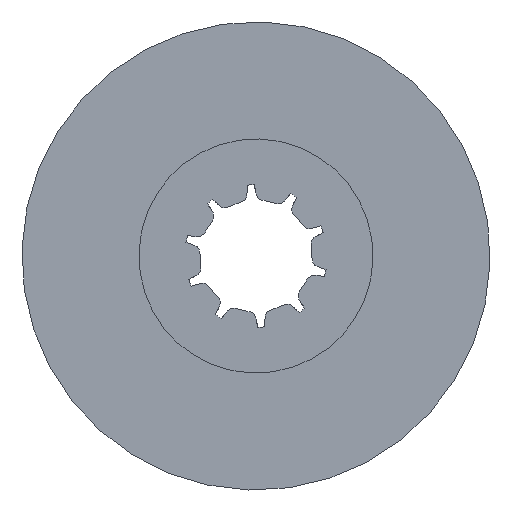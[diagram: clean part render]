
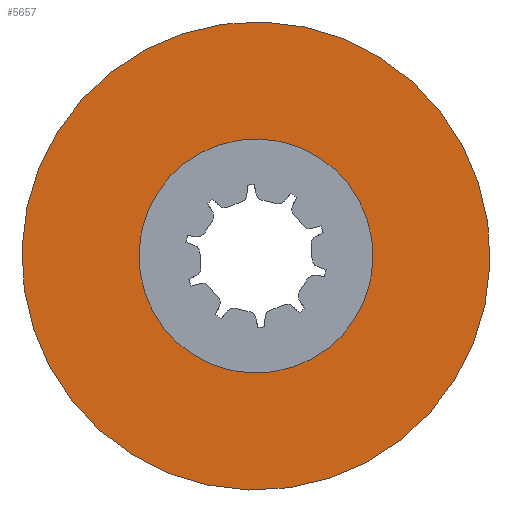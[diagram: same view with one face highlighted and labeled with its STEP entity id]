
A CAD part, left-side view. The second image highlights one B-rep face of the part: STEP entity #5657.
In plain terms, the highlighted planar face has unit normal (-1, 0, 0).
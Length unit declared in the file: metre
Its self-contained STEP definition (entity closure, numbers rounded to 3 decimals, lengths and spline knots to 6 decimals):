
#680=CIRCLE('',#6252,0.015);
#681=CIRCLE('',#6254,0.0075);
#2359=ORIENTED_EDGE('',*,*,#3309,.F.);
#2360=ORIENTED_EDGE('',*,*,#3308,.T.);
#3308=EDGE_CURVE('',#3904,#3904,#680,.T.);
#3309=EDGE_CURVE('',#3905,#3905,#681,.T.);
#3904=VERTEX_POINT('',#10222);
#3905=VERTEX_POINT('',#10225);
#4916=EDGE_LOOP('',(#2359));
#4917=EDGE_LOOP('',(#2360));
#5222=FACE_BOUND('',#4916,.T.);
#5223=FACE_BOUND('',#4917,.T.);
#5371=PLANE('',#6253);
#5657=ADVANCED_FACE('',(#5222,#5223),#5371,.F.);
#6252=AXIS2_PLACEMENT_3D('',#10221,#7777,#7778);
#6253=AXIS2_PLACEMENT_3D('',#10223,#7779,#7780);
#6254=AXIS2_PLACEMENT_3D('',#10224,#7781,#7782);
#7777=DIRECTION('',(-1.,0.,0.));
#7778=DIRECTION('',(0.,-0.528,0.849));
#7779=DIRECTION('',(1.,0.,0.));
#7780=DIRECTION('',(0.,0.528,-0.849));
#7781=DIRECTION('',(-1.,0.,0.));
#7782=DIRECTION('',(0.,-0.528,0.849));
#10221=CARTESIAN_POINT('',(-0.0065,0.04009,0.05726));
#10222=CARTESIAN_POINT('',(-0.0065,0.032175,0.070002));
#10223=CARTESIAN_POINT('',(-0.0065,0.046461,0.061217));
#10224=CARTESIAN_POINT('',(-0.0065,0.04009,0.05726));
#10225=CARTESIAN_POINT('',(-0.0065,0.036133,0.063631));
